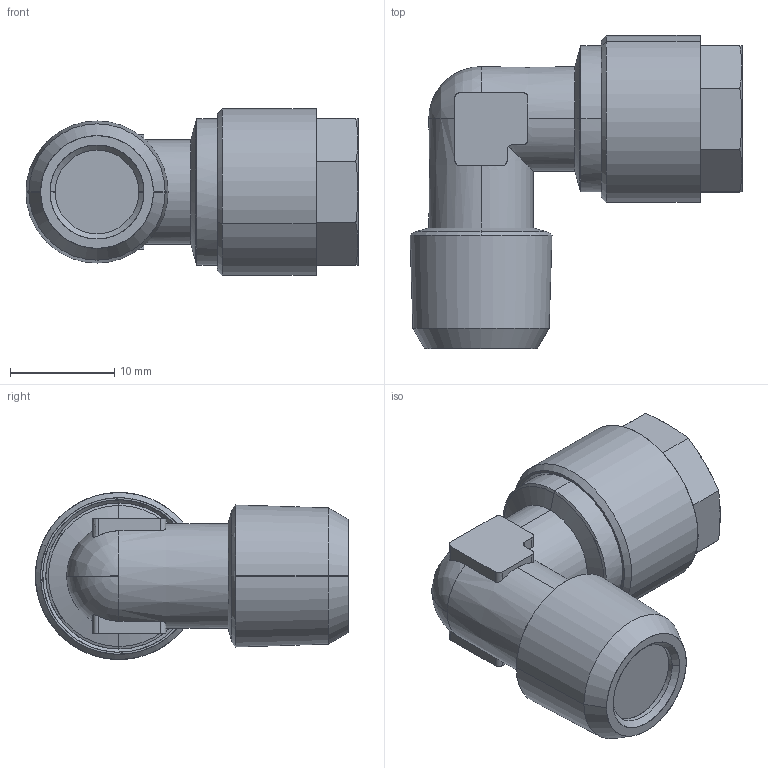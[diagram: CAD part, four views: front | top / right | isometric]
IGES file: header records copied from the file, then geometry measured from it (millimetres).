
Start section: SolidWorks IGES file using analytic representation for surfaces
Global section: file name: 0110000011A.IGS; native system: SolidWorks 2008; preprocessor: SolidWorks 2008; author: cad05; date: 090202.091538; units: millimetre
Bounding box: 31.8 x 30 x 16 mm (x, y, z)
Surface area: 2391.1 mm2 (no closed solid volume)
Topology: 0 solids, 0 shells, 83 faces, 857 edges, 855 vertices
Faces by surface type: revolution 49, bspline 34
